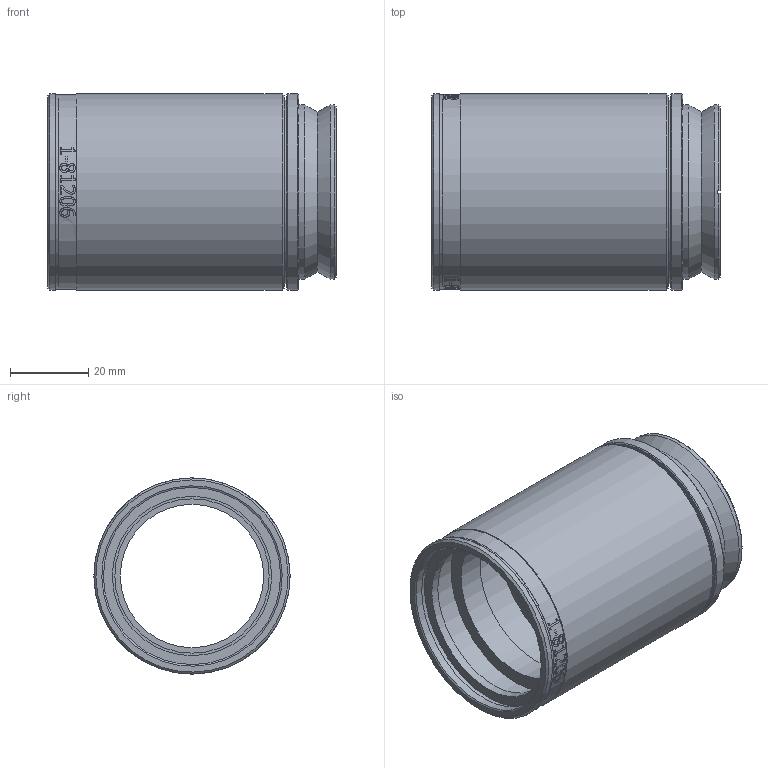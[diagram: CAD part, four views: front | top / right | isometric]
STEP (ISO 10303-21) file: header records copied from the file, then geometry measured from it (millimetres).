
FILE_DESCRIPTION(/* description */ ('LENS, 1.5X LENS ATTACHMENT'),/* implementation_level */ '2;1');
FILE_NAME(/* name */ 'Chad''81206_0.stp',/* time_stamp */ '2018-05-23T11:25:14-04:00',/* author */ ('Williamson'),/* organization */ ('NAVITAR'),/* preprocessor_version */ 'ST-DEVELOPER v16.13',/* originating_system */ 'Autodesk Inventor 2018',/* authorisation */ '');
FILE_SCHEMA (('AUTOMOTIVE_DESIGN { 1 0 10303 214 3 1 1 }'));
Length unit declared in the file: inch
Products named in the file (9): 1-81206; 3-80418; 3-80419; 3-80420; 3-80421; 3-80422; 8-80423; 7-30681; 7-30683
Assembly tree (8 placements, depth 2):
  1-81206
    3-80418
    3-80419
    3-80420
    3-80421
    3-80422
    8-80423
    7-30681
    7-30683
Bounding box: 73.53 x 50.04 x 50.04 mm (x, y, z)
Volume: 32412.3 mm3; surface area: 37374.3 mm2
Topology: 13 solids, 13 shells, 258 faces, 648 edges, 427 vertices
Faces by surface type: plane 115, bspline 84, cylinder 45, cone 14
Full cylindrical faces by diameter (mm): 36.576 x1, 39.37 x2, 39.751 x1, 40.386 x2, 40.64 x1, 41.529 x1, 42.012 x1, 43.129 x1, 43.434 x1, 44.399 x1, 44.45 x2, 45.188 x1, 46.001 x1, 46.482 x2, 46.5 x1, 46.513 x1, 46.741 x1, 46.965 x1, 47.6 x1, 47.824 x1, 49.53 x1, 49.555 x1, 49.657 x1, 50.038 x3
Entity records: 10710 total; most frequent: CARTESIAN_POINT 4701, ORIENTED_EDGE 1194, DIRECTION 997, EDGE_CURVE 597, VERTEX_POINT 420, AXIS2_PLACEMENT_3D 367, EDGE_LOOP 359, LINE 263
